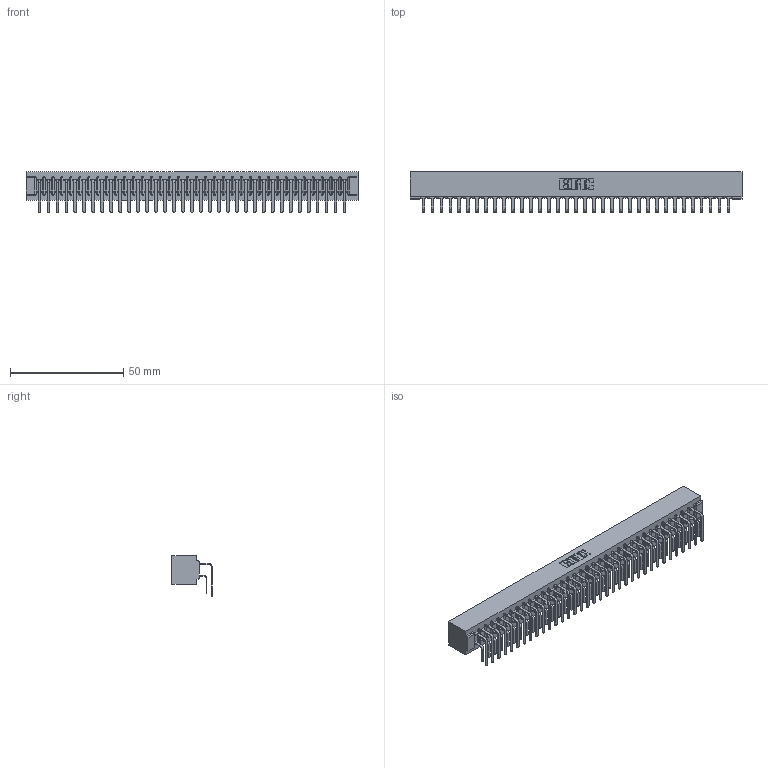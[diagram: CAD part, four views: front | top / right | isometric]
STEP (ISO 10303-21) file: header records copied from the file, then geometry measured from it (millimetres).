
FILE_DESCRIPTION (( 'STEP AP203' ), '1' );
FILE_NAME ('307-070-459-201.STEP', '2020-10-01T00:50:48', ( '' ), ( '' ), 'SwSTEP 2.0', 'SolidWorks 2020', '' );
FILE_SCHEMA (( 'CONFIG_CONTROL_DESIGN' ));
Length unit declared in the file: inch
Products named in the file (4): 307-290-001_559 - 2 (Single); 307 Part_No Mounting Lugs; 307-070-459-201; 307-290-001_558 559 - 1 (Single)
Assembly tree (71 placements, depth 2):
  307-070-459-201
    307 Part_No Mounting Lugs
    307-290-001_558 559 - 1 (Single)  x35
    307-290-001_559 - 2 (Single)  x35
Bounding box: 146.56 x 17.69 x 18.07 mm (x, y, z)
Volume: 16393 mm3; surface area: 22039.2 mm2
Topology: 71 solids, 71 shells, 3646 faces, 10239 edges, 6634 vertices
Faces by surface type: plane 2376, cylinder 1198, sphere 72
Entity records: 33157 total; most frequent: CARTESIAN_POINT 5425, ORIENTED_EDGE 5374, DIRECTION 5315, EDGE_CURVE 2687, VECTOR 2059, LINE 2059, VERTEX_POINT 1738, AXIS2_PLACEMENT_3D 1628
